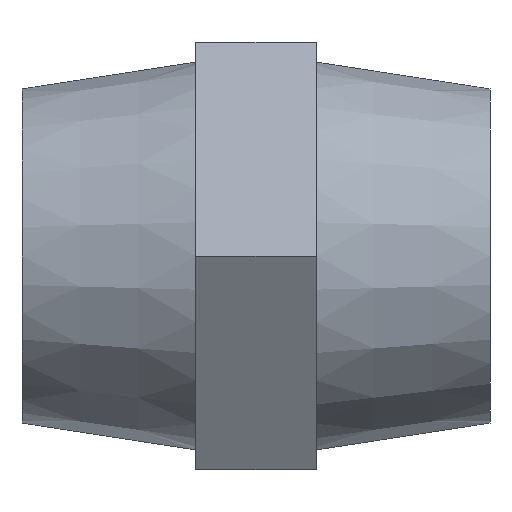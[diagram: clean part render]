
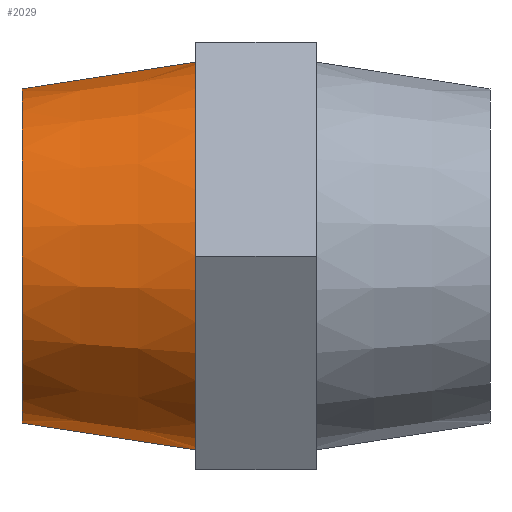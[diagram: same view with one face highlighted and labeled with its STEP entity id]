
A CAD part, left-side view. The second image highlights one B-rep face of the part: STEP entity #2029.
In plain terms, the highlighted conical face has half-angle 8.746 degrees and reference radius 14.5 mm.
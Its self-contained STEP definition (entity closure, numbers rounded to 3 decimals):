
#9 = VERTEX_POINT ( 'NONE', #383 ) ;
#254 = DIRECTION ( 'NONE',  ( 0., -1., 0. ) ) ;
#286 = VECTOR ( 'NONE', #2688, 1000. ) ;
#380 = FACE_OUTER_BOUND ( 'NONE', #1046, .T. ) ;
#383 = CARTESIAN_POINT ( 'NONE',  ( 0., 17.5, 12.5 ) ) ;
#505 = CARTESIAN_POINT ( 'NONE',  ( 0., 4.5, 14.5 ) ) ;
#602 = EDGE_CURVE ( 'NONE', #9, #2334, #2246, .T. ) ;
#653 = CARTESIAN_POINT ( 'NONE',  ( 0., 4.5, 0. ) ) ;
#751 = CONICAL_SURFACE ( 'NONE', #2876, 14.5, 0.153 ) ;
#857 = ORIENTED_EDGE ( 'NONE', *, *, #3073, .T. ) ;
#928 = CARTESIAN_POINT ( 'NONE',  ( 0., 4.5, 14.5 ) ) ;
#1046 = EDGE_LOOP ( 'NONE', ( #2273, #857, #2572, #1519 ) ) ;
#1073 = VERTEX_POINT ( 'NONE', #1966 ) ;
#1094 = CARTESIAN_POINT ( 'NONE',  ( 0., 4.5, 0. ) ) ;
#1216 = LINE ( 'NONE', #1967, #286 ) ;
#1452 = EDGE_CURVE ( 'NONE', #2334, #1073, #2499, .T. ) ;
#1519 = ORIENTED_EDGE ( 'NONE', *, *, #1452, .F. ) ;
#1549 = CARTESIAN_POINT ( 'NONE',  ( 0., 17.5, -12.5 ) ) ;
#1966 = CARTESIAN_POINT ( 'NONE',  ( 0., 4.5, -14.5 ) ) ;
#1967 = CARTESIAN_POINT ( 'NONE',  ( 0., 4.5, -14.5 ) ) ;
#2029 = ADVANCED_FACE ( 'NONE', ( #380 ), #751, .T. ) ;
#2246 = LINE ( 'NONE', #505, #3129 ) ;
#2273 = ORIENTED_EDGE ( 'NONE', *, *, #602, .F. ) ;
#2334 = VERTEX_POINT ( 'NONE', #928 ) ;
#2355 = CIRCLE ( 'NONE', #3085, 12.5 ) ;
#2367 = DIRECTION ( 'NONE',  ( 0., -1., 0. ) ) ;
#2389 = DIRECTION ( 'NONE',  ( 0., -1., 0. ) ) ;
#2499 = CIRCLE ( 'NONE', #2643, 14.5 ) ;
#2512 = CARTESIAN_POINT ( 'NONE',  ( 0., 17.5, 0. ) ) ;
#2552 = EDGE_CURVE ( 'NONE', #3093, #1073, #1216, .T. ) ;
#2572 = ORIENTED_EDGE ( 'NONE', *, *, #2552, .T. ) ;
#2587 = DIRECTION ( 'NONE',  ( 0., 0., -1. ) ) ;
#2643 = AXIS2_PLACEMENT_3D ( 'NONE', #653, #2367, #3101 ) ;
#2688 = DIRECTION ( 'NONE',  ( 0., -0.988, -0.152 ) ) ;
#2876 = AXIS2_PLACEMENT_3D ( 'NONE', #1094, #2389, #2587 ) ;
#3017 = DIRECTION ( 'NONE',  ( 0., 0., -1. ) ) ;
#3073 = EDGE_CURVE ( 'NONE', #9, #3093, #2355, .T. ) ;
#3085 = AXIS2_PLACEMENT_3D ( 'NONE', #2512, #254, #3017 ) ;
#3093 = VERTEX_POINT ( 'NONE', #1549 ) ;
#3101 = DIRECTION ( 'NONE',  ( 0., 0., -1. ) ) ;
#3129 = VECTOR ( 'NONE', #3226, 1000. ) ;
#3226 = DIRECTION ( 'NONE',  ( 0., -0.988, 0.152 ) ) ;
